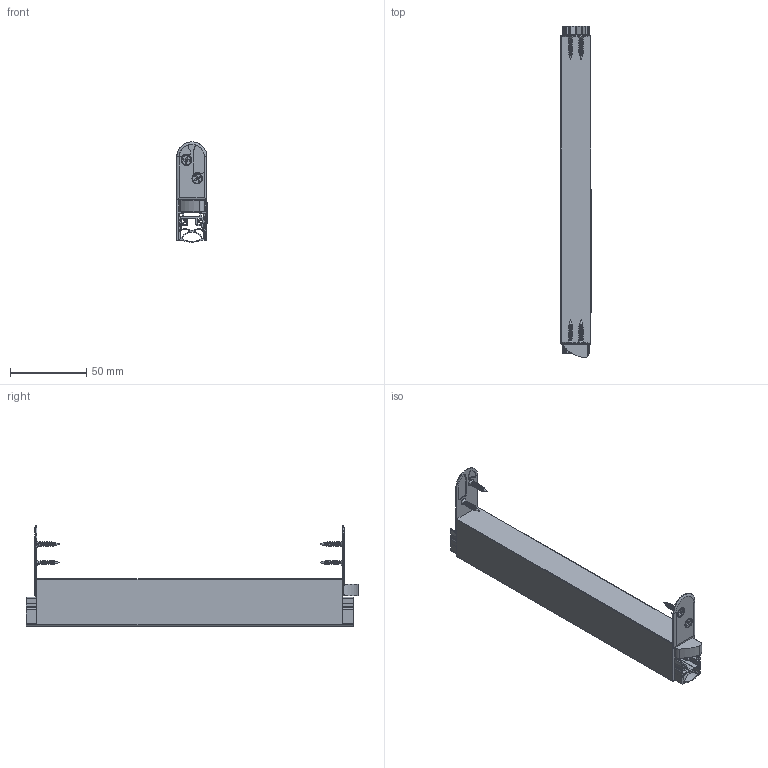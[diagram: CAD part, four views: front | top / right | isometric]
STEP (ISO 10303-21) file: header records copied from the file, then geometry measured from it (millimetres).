
FILE_DESCRIPTION(/* description */ ('Unknown'),/* implementation_level */ '2;1');
FILE_NAME(/* name */ '1-291_SchallEx-UltraWS_3D',/* time_stamp */ '2021-06-02T14:00:44+02:00',/* author */ ('Unknown'),/* organization */ ('Unknown'),/* preprocessor_version */ 'ST-DEVELOPER v16.7',/* originating_system */ 'Solid Edge',/* authorisation */ 'Unknown');
FILE_SCHEMA (('AUTOMOTIVE_DESIGN {1 0 10303 214 3 1 1}'));
Length unit declared in the file: millimetre
Products named in the file (12): 28985_Bodendichtung; AP_314_gerade_200; AP_533_200; 21890_Befestigungsschraube; 28795_Silikonprofil_Schall-Ex_Ultra; AW_046; AJ_176; AW_050; 26864_Etikett_3D__Schall-Ex_Ultra_WS; 26541_Etikett_Athmer_klein_kurz; 31110_Athmer_Logo__ab_2021_; 26846_Text__Schall-Ex_Ultra_WS
Assembly tree (14 placements, depth 3):
  28985_Bodendichtung
    AP_314_gerade_200
    AP_533_200
    21890_Befestigungsschraube  x4
    28795_Silikonprofil_Schall-Ex_Ultra
    AW_046
    AJ_176
    AW_050
    26864_Etikett_3D__Schall-Ex_Ultra_WS
      26541_Etikett_Athmer_klein_kurz
      31110_Athmer_Logo__ab_2021_
      26846_Text__Schall-Ex_Ultra_WS
Bounding box: 19.9 x 217.07 x 65.6 mm (x, y, z)
Volume: 50295.6 mm3; surface area: 101295.3 mm2
Topology: 32 solids, 32 shells, 1000 faces, 2676 edges, 1760 vertices
Faces by surface type: plane 544, cylinder 282, bspline 121, cone 27, torus 26
Full cylindrical faces by diameter (mm): 1.003 x4, 4.134 x1, 6.132 x4
Entity records: 27335 total; most frequent: CARTESIAN_POINT 8913, ORIENTED_EDGE 3934, DIRECTION 3375, EDGE_CURVE 1967, VERTEX_POINT 1313, LINE 1165, VECTOR 1165, AXIS2_PLACEMENT_3D 1105
